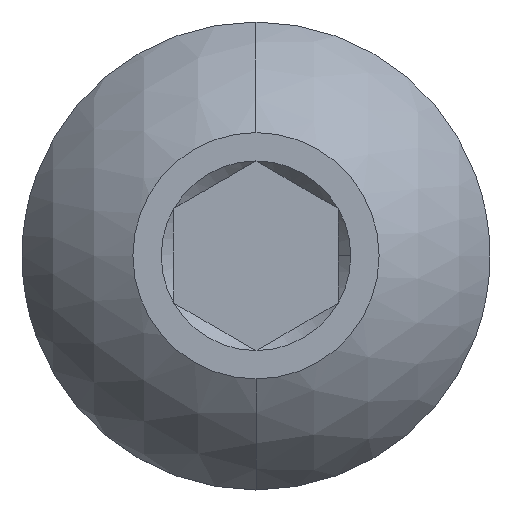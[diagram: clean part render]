
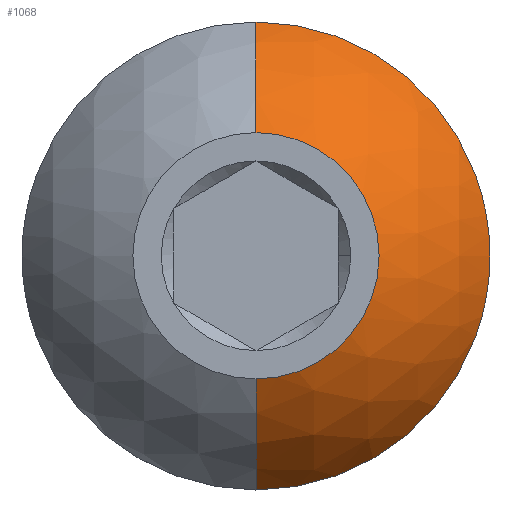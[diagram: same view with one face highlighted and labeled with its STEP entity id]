
A CAD part, top view. The second image highlights one B-rep face of the part: STEP entity #1068.
In plain terms, the highlighted spherical face has radius 3.172 mm.
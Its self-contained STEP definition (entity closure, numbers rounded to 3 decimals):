
#28 = DIRECTION ( 'NONE',  ( 1., 0., 0. ) ) ;
#57 = VERTEX_POINT ( 'NONE', #1091 ) ;
#72 = CARTESIAN_POINT ( 'NONE',  ( 2.85, 0., -1.403 ) ) ;
#360 = DIRECTION ( 'NONE',  ( -1., 0., 0. ) ) ;
#372 = EDGE_CURVE ( 'NONE', #1908, #1209, #1657, .T. ) ;
#397 = CARTESIAN_POINT ( 'NONE',  ( 0., 0., -1.403 ) ) ;
#444 = EDGE_CURVE ( 'NONE', #1209, #666, #2050, .T. ) ;
#485 = AXIS2_PLACEMENT_3D ( 'NONE', #526, #360, #1044 ) ;
#526 = CARTESIAN_POINT ( 'NONE',  ( 0., 0., -2.795 ) ) ;
#559 = DIRECTION ( 'NONE',  ( 0., 0., 1. ) ) ;
#562 = EDGE_CURVE ( 'NONE', #57, #1559, #1076, .T. ) ;
#582 = DIRECTION ( 'NONE',  ( 0., 1., 0. ) ) ;
#666 = VERTEX_POINT ( 'NONE', #1221 ) ;
#723 = EDGE_CURVE ( 'NONE', #1908, #57, #1929, .T. ) ;
#863 = DIRECTION ( 'NONE',  ( 1., 0., 0. ) ) ;
#874 = AXIS2_PLACEMENT_3D ( 'NONE', #915, #1815, #582 ) ;
#887 = SPHERICAL_SURFACE ( 'NONE', #1582, 3.172 ) ;
#915 = CARTESIAN_POINT ( 'NONE',  ( 0., 0., -2.795 ) ) ;
#916 = ORIENTED_EDGE ( 'NONE', *, *, #929, .T. ) ;
#929 = EDGE_CURVE ( 'NONE', #666, #1559, #2075, .T. ) ;
#939 = CARTESIAN_POINT ( 'NONE',  ( 0., 0., 0. ) ) ;
#975 = EDGE_LOOP ( 'NONE', ( #1133, #1754, #916, #1932, #1050 ) ) ;
#1044 = DIRECTION ( 'NONE',  ( 0., -1., 0. ) ) ;
#1050 = ORIENTED_EDGE ( 'NONE', *, *, #723, .F. ) ;
#1068 = ADVANCED_FACE ( 'NONE', ( #1362 ), #887, .T. ) ;
#1076 = CIRCLE ( 'NONE', #2285, 1.5 ) ;
#1091 = CARTESIAN_POINT ( 'NONE',  ( 0., -1.5, 0. ) ) ;
#1114 = DIRECTION ( 'NONE',  ( 0., 0., 1. ) ) ;
#1122 = DIRECTION ( 'NONE',  ( 1., 0., 0. ) ) ;
#1133 = ORIENTED_EDGE ( 'NONE', *, *, #372, .T. ) ;
#1209 = VERTEX_POINT ( 'NONE', #72 ) ;
#1221 = CARTESIAN_POINT ( 'NONE',  ( 0., 2.85, -1.403 ) ) ;
#1362 = FACE_OUTER_BOUND ( 'NONE', #975, .T. ) ;
#1385 = CARTESIAN_POINT ( 'NONE',  ( 0., -2.85, -1.403 ) ) ;
#1423 = CARTESIAN_POINT ( 'NONE',  ( 0., 1.5, 0. ) ) ;
#1459 = AXIS2_PLACEMENT_3D ( 'NONE', #2136, #1596, #863 ) ;
#1559 = VERTEX_POINT ( 'NONE', #1423 ) ;
#1582 = AXIS2_PLACEMENT_3D ( 'NONE', #1878, #1122, #1856 ) ;
#1596 = DIRECTION ( 'NONE',  ( 0., 0., 1. ) ) ;
#1657 = CIRCLE ( 'NONE', #1459, 2.85 ) ;
#1707 = AXIS2_PLACEMENT_3D ( 'NONE', #397, #1114, #28 ) ;
#1754 = ORIENTED_EDGE ( 'NONE', *, *, #444, .T. ) ;
#1807 = DIRECTION ( 'NONE',  ( 1., 0., 0. ) ) ;
#1815 = DIRECTION ( 'NONE',  ( 1., 0., 0. ) ) ;
#1856 = DIRECTION ( 'NONE',  ( 0., -1., 0. ) ) ;
#1878 = CARTESIAN_POINT ( 'NONE',  ( 0., 0., -2.795 ) ) ;
#1908 = VERTEX_POINT ( 'NONE', #1385 ) ;
#1929 = CIRCLE ( 'NONE', #485, 3.172 ) ;
#1932 = ORIENTED_EDGE ( 'NONE', *, *, #562, .F. ) ;
#2050 = CIRCLE ( 'NONE', #1707, 2.85 ) ;
#2075 = CIRCLE ( 'NONE', #874, 3.172 ) ;
#2136 = CARTESIAN_POINT ( 'NONE',  ( 0., 0., -1.403 ) ) ;
#2285 = AXIS2_PLACEMENT_3D ( 'NONE', #939, #559, #1807 ) ;
